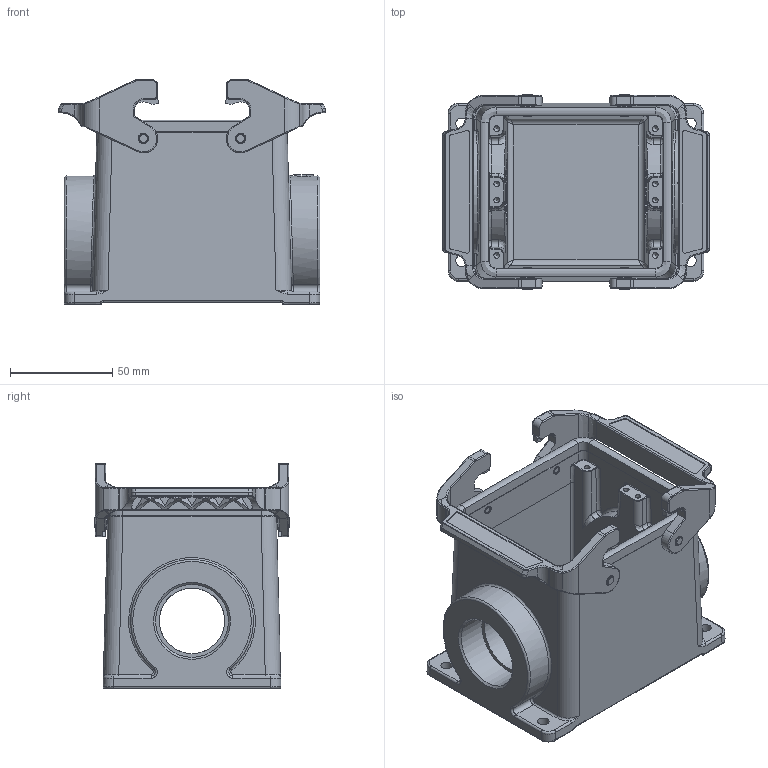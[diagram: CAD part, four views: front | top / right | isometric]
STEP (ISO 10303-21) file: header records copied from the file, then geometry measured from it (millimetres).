
FILE_DESCRIPTION(/* description */ (''),/* implementation_level */ '2;1');
FILE_NAME(/* name */ '100735363ugm000_b.stp',/* time_stamp */ '2018-03-06T12:37:00+01:00',/* author */ (''),/* organization */ (''),/* preprocessor_version */ 'ST-DEVELOPER v16',/* originating_system */ 'SIEMENS PLM Software NX 10.0',/* authorisation */ '');
FILE_SCHEMA (('AUTOMOTIVE_DESIGN { 1 0 10303 214 3 1 1 1 }'));
Length unit declared in the file: millimetre
Products named in the file (1): 100735363ugm000_b
Bounding box: 130.5 x 95.67 x 109.9 mm (x, y, z)
Volume: 332212.7 mm3; surface area: 103636.8 mm2
Topology: 3 solids, 3 shells, 973 faces, 3181 edges, 2923 vertices
Faces by surface type: plane 423, cylinder 294, bspline 170, torus 54, cone 18, extrusion 14
Full cylindrical faces by diameter (mm): 0.671 x1, 0.984 x1, 2.74 x8, 2.95 x4, 4 x4, 4.8 x4, 5.1 x4, 5.6 x4, 7 x4, 32 x2, 35.6 x2
Entity records: 43682 total; most frequent: CARTESIAN_POINT 12577, ORIENTED_EDGE 4692, DIRECTION 4659, EDGE_CURVE 2346, AXIS2_PLACEMENT_3D 1630, VERTEX_POINT 1490, VECTOR 1399, PRESENTATION_STYLE_ASSIGNMENT 1392
